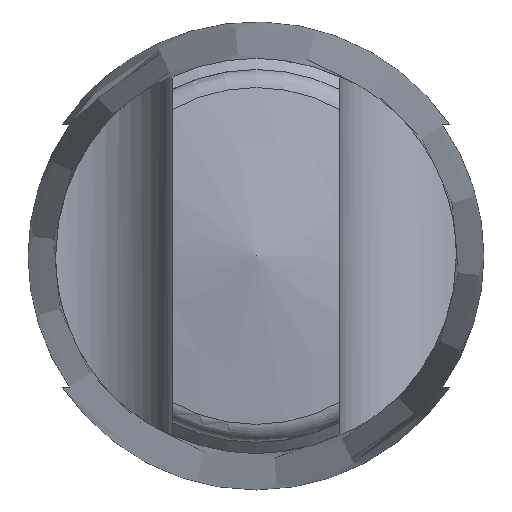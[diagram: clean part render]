
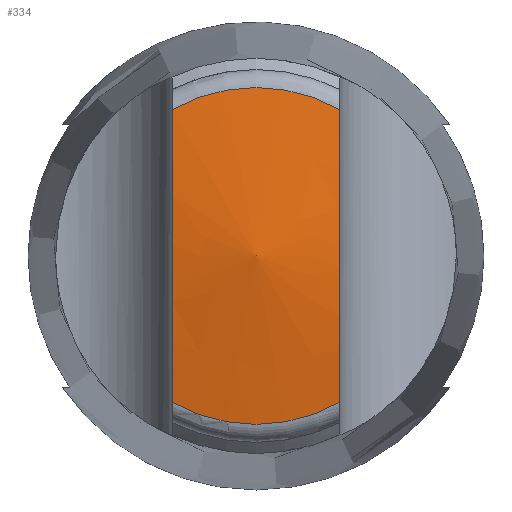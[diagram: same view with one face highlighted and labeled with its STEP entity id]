
A CAD part, front view. The second image highlights one B-rep face of the part: STEP entity #334.
In plain terms, the highlighted conical face has half-angle 81.7 degrees and reference radius 8.019 mm.
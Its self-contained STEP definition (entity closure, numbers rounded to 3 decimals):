
#36=CONICAL_SURFACE('',#366,8.019,81.7);
#48=CIRCLE('',#363,16.039);
#49=CIRCLE('',#367,16.039);
#66=FACE_OUTER_BOUND('',#86,.T.);
#86=EDGE_LOOP('',(#290,#291,#292,#293));
#128=(
BOUNDED_CURVE()
B_SPLINE_CURVE(2,(#629,#630,#631),.UNSPECIFIED.,.F.,.F.)
B_SPLINE_CURVE_WITH_KNOTS((3,3),(0.,2.796),.UNSPECIFIED.)
CURVE()
GEOMETRIC_REPRESENTATION_ITEM()
RATIONAL_B_SPLINE_CURVE((1.,2.017,1.))
REPRESENTATION_ITEM('')
);
#129=(
BOUNDED_CURVE()
B_SPLINE_CURVE(2,(#679,#680,#681),.UNSPECIFIED.,.F.,.F.)
B_SPLINE_CURVE_WITH_KNOTS((3,3),(0.,2.796),.UNSPECIFIED.)
CURVE()
GEOMETRIC_REPRESENTATION_ITEM()
RATIONAL_B_SPLINE_CURVE((1.,2.017,1.))
REPRESENTATION_ITEM('')
);
#153=VERTEX_POINT('',#617);
#154=VERTEX_POINT('',#628);
#159=VERTEX_POINT('',#658);
#161=VERTEX_POINT('',#678);
#194=EDGE_CURVE('',#154,#153,#128,.T.);
#202=EDGE_CURVE('',#154,#159,#48,.T.);
#206=EDGE_CURVE('',#161,#159,#129,.T.);
#210=EDGE_CURVE('',#161,#153,#49,.T.);
#290=ORIENTED_EDGE('',*,*,#194,.T.);
#291=ORIENTED_EDGE('',*,*,#210,.F.);
#292=ORIENTED_EDGE('',*,*,#206,.T.);
#293=ORIENTED_EDGE('',*,*,#202,.F.);
#334=ADVANCED_FACE('',(#66),#36,.T.);
#363=AXIS2_PLACEMENT_3D('',#659,#429,#430);
#366=AXIS2_PLACEMENT_3D('',#696,#438,#439);
#367=AXIS2_PLACEMENT_3D('',#697,#440,#441);
#429=DIRECTION('center_axis',(0.,1.,0.));
#430=DIRECTION('ref_axis',(0.,0.,1.));
#438=DIRECTION('center_axis',(0.,1.,0.));
#439=DIRECTION('ref_axis',(0.,0.,1.));
#440=DIRECTION('center_axis',(0.,1.,0.));
#441=DIRECTION('ref_axis',(0.,0.,1.));
#617=CARTESIAN_POINT('',(-7.95,2.34,-13.93));
#628=CARTESIAN_POINT('',(-7.95,2.34,13.93));
#629=CARTESIAN_POINT('Ctrl Pts',(-7.95,2.34,13.93));
#630=CARTESIAN_POINT('Ctrl Pts',(-7.95,0.575,0.));
#631=CARTESIAN_POINT('Ctrl Pts',(-7.95,2.34,-13.93));
#658=CARTESIAN_POINT('',(7.95,2.34,13.93));
#659=CARTESIAN_POINT('Origin',(0.,2.34,0.));
#678=CARTESIAN_POINT('',(7.95,2.34,-13.93));
#679=CARTESIAN_POINT('Ctrl Pts',(7.95,2.34,-13.93));
#680=CARTESIAN_POINT('Ctrl Pts',(7.95,0.575,0.));
#681=CARTESIAN_POINT('Ctrl Pts',(7.95,2.34,13.93));
#696=CARTESIAN_POINT('Origin',(0.,1.17,0.));
#697=CARTESIAN_POINT('Origin',(0.,2.34,0.));
